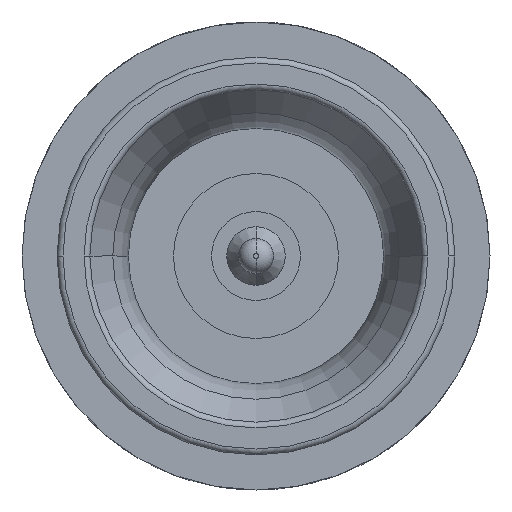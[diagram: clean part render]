
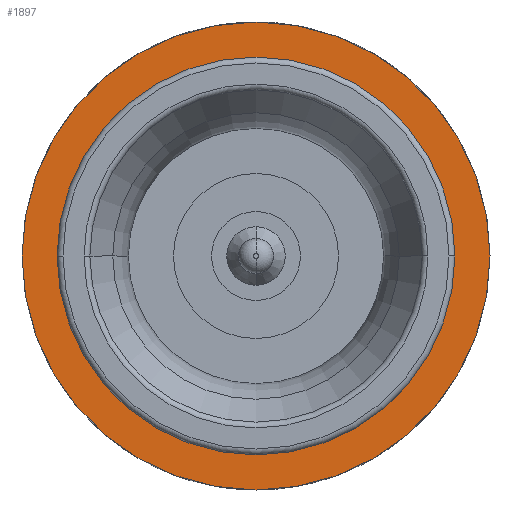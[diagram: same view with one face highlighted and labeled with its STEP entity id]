
A CAD part, left-side view. The second image highlights one B-rep face of the part: STEP entity #1897.
In plain terms, the highlighted planar face has unit normal (-1, 0, 0).
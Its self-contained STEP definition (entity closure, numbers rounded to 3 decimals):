
#104 = CIRCLE ( 'NONE', #2036, 2. ) ;
#182 = DIRECTION ( 'NONE',  ( 1., 0., 0. ) ) ;
#194 = DIRECTION ( 'NONE',  ( 1., 0., 0. ) ) ;
#196 = DIRECTION ( 'NONE',  ( 0., 1., 0. ) ) ;
#249 = CARTESIAN_POINT ( 'NONE',  ( 0.9, 0., 0. ) ) ;
#293 = CARTESIAN_POINT ( 'NONE',  ( 0.9, 0., 0. ) ) ;
#401 = CARTESIAN_POINT ( 'NONE',  ( 0.9, 2., 0. ) ) ;
#472 = DIRECTION ( 'NONE',  ( 1., 0., 0. ) ) ;
#654 = EDGE_LOOP ( 'NONE', ( #1526, #1590 ) ) ;
#793 = VERTEX_POINT ( 'NONE', #2149 ) ;
#799 = VERTEX_POINT ( 'NONE', #1360 ) ;
#862 = DIRECTION ( 'NONE',  ( 0., 1., 0. ) ) ;
#901 = CIRCLE ( 'NONE', #1493, 1.7 ) ;
#923 = VERTEX_POINT ( 'NONE', #401 ) ;
#1045 = AXIS2_PLACEMENT_3D ( 'NONE', #249, #1595, #1429 ) ;
#1050 = CARTESIAN_POINT ( 'NONE',  ( 0.9, 0., 0. ) ) ;
#1051 = EDGE_LOOP ( 'NONE', ( #1489, #1074 ) ) ;
#1074 = ORIENTED_EDGE ( 'NONE', *, *, #1977, .T. ) ;
#1168 = CARTESIAN_POINT ( 'NONE',  ( 0.9, 0., 0. ) ) ;
#1189 = DIRECTION ( 'NONE',  ( 1., 0., 0. ) ) ;
#1202 = PLANE ( 'NONE',  #1550 ) ;
#1292 = CIRCLE ( 'NONE', #1045, 1.7 ) ;
#1360 = CARTESIAN_POINT ( 'NONE',  ( 0.9, -1.7, 0. ) ) ;
#1409 = FACE_OUTER_BOUND ( 'NONE', #654, .T. ) ;
#1429 = DIRECTION ( 'NONE',  ( 0., 1., 0. ) ) ;
#1489 = ORIENTED_EDGE ( 'NONE', *, *, #1591, .T. ) ;
#1493 = AXIS2_PLACEMENT_3D ( 'NONE', #1050, #182, #196 ) ;
#1526 = ORIENTED_EDGE ( 'NONE', *, *, #2158, .F. ) ;
#1550 = AXIS2_PLACEMENT_3D ( 'NONE', #1864, #194, #862 ) ;
#1590 = ORIENTED_EDGE ( 'NONE', *, *, #2049, .F. ) ;
#1591 = EDGE_CURVE ( 'NONE', #1619, #799, #901, .T. ) ;
#1595 = DIRECTION ( 'NONE',  ( 1., 0., 0. ) ) ;
#1619 = VERTEX_POINT ( 'NONE', #2165 ) ;
#1640 = DIRECTION ( 'NONE',  ( 0., 1., 0. ) ) ;
#1712 = FACE_BOUND ( 'NONE', #1051, .T. ) ;
#1814 = AXIS2_PLACEMENT_3D ( 'NONE', #1168, #1189, #1816 ) ;
#1816 = DIRECTION ( 'NONE',  ( 0., 1., 0. ) ) ;
#1864 = CARTESIAN_POINT ( 'NONE',  ( 0.9, 1.7, 0. ) ) ;
#1890 = CIRCLE ( 'NONE', #1814, 2. ) ;
#1897 = ADVANCED_FACE ( 'NONE', ( #1409, #1712 ), #1202, .F. ) ;
#1977 = EDGE_CURVE ( 'NONE', #799, #1619, #1292, .T. ) ;
#2036 = AXIS2_PLACEMENT_3D ( 'NONE', #293, #472, #1640 ) ;
#2049 = EDGE_CURVE ( 'NONE', #793, #923, #1890, .T. ) ;
#2149 = CARTESIAN_POINT ( 'NONE',  ( 0.9, -2., 0. ) ) ;
#2158 = EDGE_CURVE ( 'NONE', #923, #793, #104, .T. ) ;
#2165 = CARTESIAN_POINT ( 'NONE',  ( 0.9, 1.7, 0. ) ) ;
